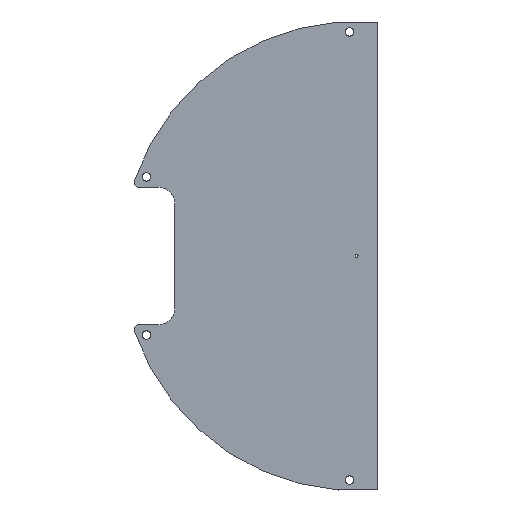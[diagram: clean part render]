
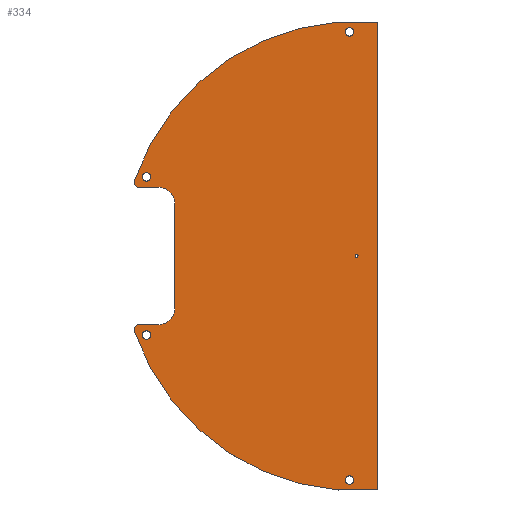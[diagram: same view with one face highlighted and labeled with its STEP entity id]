
A CAD part, top view. The second image highlights one B-rep face of the part: STEP entity #334.
In plain terms, the highlighted planar face has unit normal (0, 0, 1).
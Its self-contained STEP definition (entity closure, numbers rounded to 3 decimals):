
#15=FACE_BOUND('',#64,.T.);
#16=FACE_BOUND('',#65,.T.);
#17=FACE_BOUND('',#66,.T.);
#18=FACE_BOUND('',#67,.T.);
#19=FACE_BOUND('',#68,.T.);
#29=PLANE('',#393);
#46=FACE_OUTER_BOUND('',#63,.T.);
#63=EDGE_LOOP('',(#278,#279,#280,#281,#282,#283,#284,#285,#286,#287));
#64=EDGE_LOOP('',(#288));
#65=EDGE_LOOP('',(#289));
#66=EDGE_LOOP('',(#290));
#67=EDGE_LOOP('',(#291));
#68=EDGE_LOOP('',(#292));
#83=LINE('',#542,#106);
#88=LINE('',#560,#111);
#92=LINE('',#572,#115);
#96=LINE('',#584,#119);
#106=VECTOR('',#443,10.);
#111=VECTOR('',#462,10.);
#115=VECTOR('',#474,10.);
#119=VECTOR('',#486,10.);
#122=CIRCLE('',#358,0.5);
#123=CIRCLE('',#360,1.6);
#125=CIRCLE('',#363,1.6);
#127=CIRCLE('',#366,1.6);
#129=CIRCLE('',#369,1.6);
#132=CIRCLE('',#373,89.);
#134=CIRCLE('',#377,89.);
#136=CIRCLE('',#380,2.);
#138=CIRCLE('',#384,6.);
#140=CIRCLE('',#388,6.);
#142=CIRCLE('',#392,2.);
#144=VERTEX_POINT('',#502);
#145=VERTEX_POINT('',#506);
#147=VERTEX_POINT('',#512);
#149=VERTEX_POINT('',#518);
#151=VERTEX_POINT('',#524);
#155=VERTEX_POINT('',#533);
#156=VERTEX_POINT('',#535);
#158=VERTEX_POINT('',#541);
#160=VERTEX_POINT('',#547);
#162=VERTEX_POINT('',#553);
#164=VERTEX_POINT('',#559);
#166=VERTEX_POINT('',#565);
#168=VERTEX_POINT('',#571);
#170=VERTEX_POINT('',#577);
#172=VERTEX_POINT('',#583);
#175=EDGE_CURVE('',#144,#144,#122,.T.);
#176=EDGE_CURVE('',#145,#145,#123,.T.);
#179=EDGE_CURVE('',#147,#147,#125,.T.);
#182=EDGE_CURVE('',#149,#149,#127,.T.);
#185=EDGE_CURVE('',#151,#151,#129,.T.);
#190=EDGE_CURVE('',#156,#155,#132,.T.);
#193=EDGE_CURVE('',#158,#156,#83,.T.);
#196=EDGE_CURVE('',#160,#158,#134,.T.);
#199=EDGE_CURVE('',#162,#160,#136,.T.);
#202=EDGE_CURVE('',#164,#162,#88,.T.);
#205=EDGE_CURVE('',#166,#164,#138,.T.);
#208=EDGE_CURVE('',#168,#166,#92,.T.);
#211=EDGE_CURVE('',#170,#168,#140,.T.);
#214=EDGE_CURVE('',#172,#170,#96,.T.);
#217=EDGE_CURVE('',#155,#172,#142,.T.);
#278=ORIENTED_EDGE('',*,*,#217,.T.);
#279=ORIENTED_EDGE('',*,*,#214,.T.);
#280=ORIENTED_EDGE('',*,*,#211,.T.);
#281=ORIENTED_EDGE('',*,*,#208,.T.);
#282=ORIENTED_EDGE('',*,*,#205,.T.);
#283=ORIENTED_EDGE('',*,*,#202,.T.);
#284=ORIENTED_EDGE('',*,*,#199,.T.);
#285=ORIENTED_EDGE('',*,*,#196,.T.);
#286=ORIENTED_EDGE('',*,*,#193,.T.);
#287=ORIENTED_EDGE('',*,*,#190,.T.);
#288=ORIENTED_EDGE('',*,*,#175,.T.);
#289=ORIENTED_EDGE('',*,*,#176,.T.);
#290=ORIENTED_EDGE('',*,*,#179,.T.);
#291=ORIENTED_EDGE('',*,*,#182,.T.);
#292=ORIENTED_EDGE('',*,*,#185,.T.);
#334=ADVANCED_FACE('',(#46,#15,#16,#17,#18,#19),#29,.T.);
#358=AXIS2_PLACEMENT_3D('',#504,#402,#403);
#360=AXIS2_PLACEMENT_3D('',#507,#406,#407);
#363=AXIS2_PLACEMENT_3D('',#513,#413,#414);
#366=AXIS2_PLACEMENT_3D('',#519,#420,#421);
#369=AXIS2_PLACEMENT_3D('',#525,#427,#428);
#373=AXIS2_PLACEMENT_3D('',#536,#437,#438);
#377=AXIS2_PLACEMENT_3D('',#548,#449,#450);
#380=AXIS2_PLACEMENT_3D('',#554,#456,#457);
#384=AXIS2_PLACEMENT_3D('',#566,#468,#469);
#388=AXIS2_PLACEMENT_3D('',#578,#480,#481);
#392=AXIS2_PLACEMENT_3D('',#588,#492,#493);
#393=AXIS2_PLACEMENT_3D('',#589,#494,#495);
#402=DIRECTION('center_axis',(0.,0.,-1.));
#403=DIRECTION('ref_axis',(1.,0.,0.));
#406=DIRECTION('center_axis',(0.,0.,-1.));
#407=DIRECTION('ref_axis',(-1.,0.,0.));
#413=DIRECTION('center_axis',(0.,0.,-1.));
#414=DIRECTION('ref_axis',(-1.,0.,0.));
#420=DIRECTION('center_axis',(0.,0.,-1.));
#421=DIRECTION('ref_axis',(-1.,0.,0.));
#427=DIRECTION('center_axis',(0.,0.,-1.));
#428=DIRECTION('ref_axis',(-1.,0.,0.));
#437=DIRECTION('center_axis',(0.,0.,1.));
#438=DIRECTION('ref_axis',(0.09,0.996,0.));
#443=DIRECTION('',(0.,1.,0.));
#449=DIRECTION('center_axis',(0.,0.,1.));
#450=DIRECTION('ref_axis',(-0.947,-0.322,0.));
#456=DIRECTION('center_axis',(0.,0.,1.));
#457=DIRECTION('ref_axis',(0.,1.,0.));
#462=DIRECTION('',(-1.,0.,0.));
#468=DIRECTION('center_axis',(0.,0.,-1.));
#469=DIRECTION('ref_axis',(0.,1.,0.));
#474=DIRECTION('',(0.,-1.,0.));
#480=DIRECTION('center_axis',(0.,0.,-1.));
#481=DIRECTION('ref_axis',(-1.,0.,0.));
#486=DIRECTION('',(1.,0.,0.));
#492=DIRECTION('center_axis',(0.,0.,1.));
#493=DIRECTION('ref_axis',(-0.947,0.322,0.));
#494=DIRECTION('center_axis',(0.,0.,1.));
#495=DIRECTION('ref_axis',(1.,0.,0.));
#502=CARTESIAN_POINT('',(-2.769,0.,3.));
#504=CARTESIAN_POINT('Origin',(-2.269,0.,3.));
#506=CARTESIAN_POINT('',(-3.4,-85.,3.));
#507=CARTESIAN_POINT('Origin',(-5.,-85.,3.));
#512=CARTESIAN_POINT('',(-3.4,85.,3.));
#513=CARTESIAN_POINT('Origin',(-5.,85.,3.));
#518=CARTESIAN_POINT('',(-80.4,30.,3.));
#519=CARTESIAN_POINT('Origin',(-82.,30.,3.));
#524=CARTESIAN_POINT('',(-80.4,-30.,3.));
#525=CARTESIAN_POINT('Origin',(-82.,-30.,3.));
#533=CARTESIAN_POINT('',(-86.525,28.644,3.));
#535=CARTESIAN_POINT('',(5.72,88.641,3.));
#536=CARTESIAN_POINT('Origin',(-2.26,0.,3.));
#541=CARTESIAN_POINT('',(5.72,-88.641,3.));
#542=CARTESIAN_POINT('',(5.72,-88.641,3.));
#547=CARTESIAN_POINT('',(-86.525,-28.644,3.));
#548=CARTESIAN_POINT('Origin',(-2.26,0.,
3.));
#553=CARTESIAN_POINT('',(-84.631,-26.,3.));
#554=CARTESIAN_POINT('Origin',(-84.631,-28.,3.));
#559=CARTESIAN_POINT('',(-77.26,-26.,3.));
#560=CARTESIAN_POINT('',(-77.26,-26.,3.));
#565=CARTESIAN_POINT('',(-71.26,-20.,3.));
#566=CARTESIAN_POINT('Origin',(-77.26,-20.,3.));
#571=CARTESIAN_POINT('',(-71.26,20.,3.));
#572=CARTESIAN_POINT('',(-71.26,20.,3.));
#577=CARTESIAN_POINT('',(-77.26,26.,3.));
#578=CARTESIAN_POINT('Origin',(-77.26,20.,3.));
#583=CARTESIAN_POINT('',(-84.631,26.,3.));
#584=CARTESIAN_POINT('',(-84.631,26.,3.));
#588=CARTESIAN_POINT('Origin',(-84.631,28.,3.));
#589=CARTESIAN_POINT('Origin',(-30.176,0.,3.));
